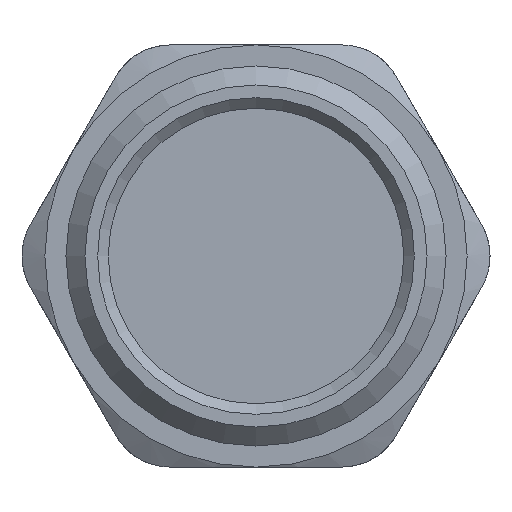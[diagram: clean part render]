
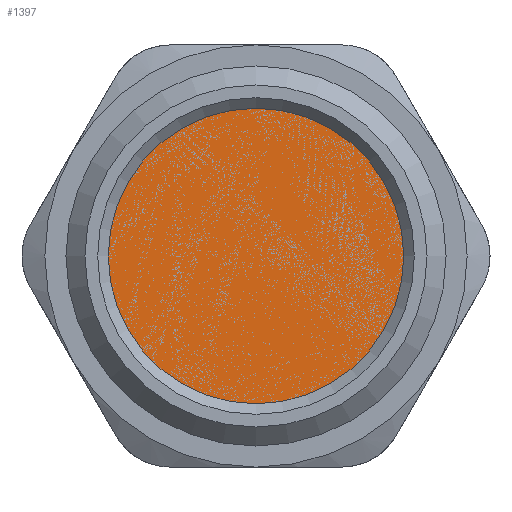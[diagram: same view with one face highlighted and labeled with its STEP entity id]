
A CAD part, front view. The second image highlights one B-rep face of the part: STEP entity #1397.
In plain terms, the highlighted planar face has unit normal (0, 1, 0).
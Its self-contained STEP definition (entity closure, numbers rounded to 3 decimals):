
#457=FACE_OUTER_BOUND('',#546,.T.);
#546=EDGE_LOOP('',(#1286));
#608=CIRCLE('',#1559,9.);
#727=VERTEX_POINT('',#2671);
#914=EDGE_CURVE('',#727,#727,#608,.T.);
#1286=ORIENTED_EDGE('',*,*,#914,.T.);
#1317=PLANE('',#1558);
#1397=ADVANCED_FACE('',(#457),#1317,.T.);
#1558=AXIS2_PLACEMENT_3D('',#2670,#1918,#1919);
#1559=AXIS2_PLACEMENT_3D('',#2672,#1920,#1921);
#1918=DIRECTION('center_axis',(0.,1.,0.));
#1919=DIRECTION('ref_axis',(0.,0.,1.));
#1920=DIRECTION('center_axis',(0.,1.,0.));
#1921=DIRECTION('ref_axis',(-1.,0.,0.));
#2670=CARTESIAN_POINT('Origin',(-5.873,-3.079,0.));
#2671=CARTESIAN_POINT('',(-14.873,-3.079,0.));
#2672=CARTESIAN_POINT('Origin',(-5.873,-3.079,0.));
